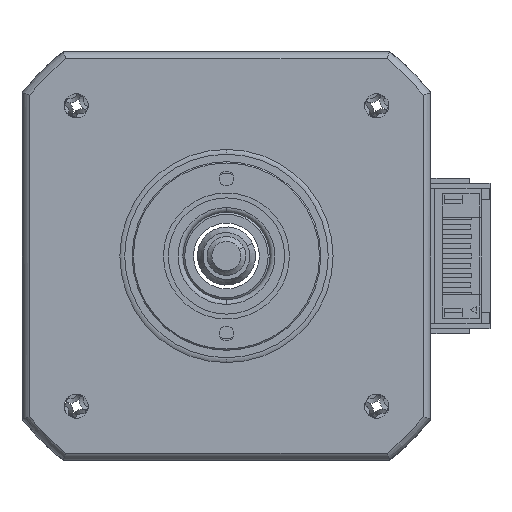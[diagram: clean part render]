
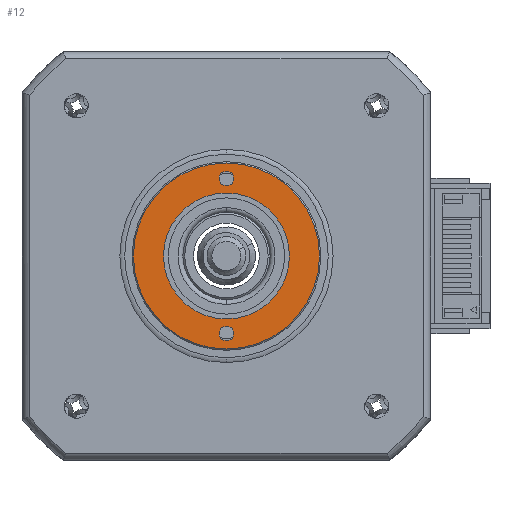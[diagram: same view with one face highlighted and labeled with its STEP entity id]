
A CAD part, left-side view. The second image highlights one B-rep face of the part: STEP entity #12.
In plain terms, the highlighted planar face has unit normal (-1, 0, 0).
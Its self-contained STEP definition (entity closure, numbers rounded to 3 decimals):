
#12 = ADVANCED_FACE ( 'NONE', ( #1192, #11309, #8632, #5995 ), #4294, .F. ) ;
#112 = CARTESIAN_POINT ( 'NONE',  ( -26.423, 4.472, 56.3 ) ) ;
#143 = EDGE_CURVE ( 'NONE', #718, #1686, #12697, .T. ) ;
#274 = EDGE_CURVE ( 'NONE', #1686, #718, #3529, .T. ) ;
#325 = DIRECTION ( 'NONE',  ( 1., 0., 0. ) ) ;
#493 = EDGE_CURVE ( 'NONE', #508, #10597, #10668, .T. ) ;
#508 = VERTEX_POINT ( 'NONE', #900 ) ;
#718 = VERTEX_POINT ( 'NONE', #5726 ) ;
#804 = CARTESIAN_POINT ( 'NONE',  ( -26.423, 14.072, 48.3 ) ) ;
#900 = CARTESIAN_POINT ( 'NONE',  ( -26.423, 5.222, 56.3 ) ) ;
#1192 = FACE_OUTER_BOUND ( 'NONE', #5498, .T. ) ;
#1543 = DIRECTION ( 'NONE',  ( 1., 0., 0. ) ) ;
#1686 = VERTEX_POINT ( 'NONE', #2807 ) ;
#2172 = DIRECTION ( 'NONE',  ( -1., 0., 0. ) ) ;
#2244 = CARTESIAN_POINT ( 'NONE',  ( -26.423, 4.472, 40.3 ) ) ;
#2384 = DIRECTION ( 'NONE',  ( 0., 1., 0. ) ) ;
#2757 = EDGE_LOOP ( 'NONE', ( #6475, #9738 ) ) ;
#2807 = CARTESIAN_POINT ( 'NONE',  ( -26.423, -2.028, 48.3 ) ) ;
#3044 = AXIS2_PLACEMENT_3D ( 'NONE', #6093, #325, #7092 ) ;
#3109 = AXIS2_PLACEMENT_3D ( 'NONE', #4212, #4370, #10651 ) ;
#3182 = EDGE_CURVE ( 'NONE', #5576, #11377, #9685, .T. ) ;
#3188 = DIRECTION ( 'NONE',  ( 0., 1., 0. ) ) ;
#3529 = CIRCLE ( 'NONE', #7925, 6.5 ) ;
#3561 = DIRECTION ( 'NONE',  ( -1., 0., 0. ) ) ;
#3641 = EDGE_CURVE ( 'NONE', #10597, #508, #4388, .T. ) ;
#3732 = AXIS2_PLACEMENT_3D ( 'NONE', #7992, #2172, #8988 ) ;
#3913 = ORIENTED_EDGE ( 'NONE', *, *, #3182, .T. ) ;
#4038 = AXIS2_PLACEMENT_3D ( 'NONE', #2244, #9056, #3188 ) ;
#4134 = CIRCLE ( 'NONE', #3044, 0.75 ) ;
#4212 = CARTESIAN_POINT ( 'NONE',  ( -26.423, 4.472, 56.3 ) ) ;
#4294 = PLANE ( 'NONE',  #11279 ) ;
#4370 = DIRECTION ( 'NONE',  ( 1., 0., 0. ) ) ;
#4388 = CIRCLE ( 'NONE', #3109, 0.75 ) ;
#4438 = DIRECTION ( 'NONE',  ( 1., 0., 0. ) ) ;
#4673 = AXIS2_PLACEMENT_3D ( 'NONE', #112, #1543, #9085 ) ;
#4725 = CARTESIAN_POINT ( 'NONE',  ( -26.423, 4.472, 48.3 ) ) ;
#4854 = DIRECTION ( 'NONE',  ( 0., 1., 0. ) ) ;
#5123 = VERTEX_POINT ( 'NONE', #9944 ) ;
#5498 = EDGE_LOOP ( 'NONE', ( #7923, #3913 ) ) ;
#5576 = VERTEX_POINT ( 'NONE', #10670 ) ;
#5705 = ORIENTED_EDGE ( 'NONE', *, *, #274, .T. ) ;
#5726 = CARTESIAN_POINT ( 'NONE',  ( -26.423, 10.972, 48.3 ) ) ;
#5995 = FACE_BOUND ( 'NONE', #8061, .T. ) ;
#6093 = CARTESIAN_POINT ( 'NONE',  ( -26.423, 4.472, 40.3 ) ) ;
#6475 = ORIENTED_EDGE ( 'NONE', *, *, #9162, .T. ) ;
#7092 = DIRECTION ( 'NONE',  ( 0., 1., 0. ) ) ;
#7097 = CARTESIAN_POINT ( 'NONE',  ( -26.423, 4.472, 48.3 ) ) ;
#7141 = DIRECTION ( 'NONE',  ( 1., 0., 0. ) ) ;
#7248 = DIRECTION ( 'NONE',  ( 0., 1., 0. ) ) ;
#7265 = ORIENTED_EDGE ( 'NONE', *, *, #143, .T. ) ;
#7305 = CIRCLE ( 'NONE', #3732, 9.6 ) ;
#7835 = ORIENTED_EDGE ( 'NONE', *, *, #493, .T. ) ;
#7923 = ORIENTED_EDGE ( 'NONE', *, *, #12124, .T. ) ;
#7925 = AXIS2_PLACEMENT_3D ( 'NONE', #9664, #9631, #9704 ) ;
#7970 = CARTESIAN_POINT ( 'NONE',  ( -26.423, 4.472, 48.3 ) ) ;
#7992 = CARTESIAN_POINT ( 'NONE',  ( -26.423, 4.472, 48.3 ) ) ;
#8061 = EDGE_LOOP ( 'NONE', ( #5705, #7265 ) ) ;
#8632 = FACE_BOUND ( 'NONE', #10129, .T. ) ;
#8791 = VERTEX_POINT ( 'NONE', #12271 ) ;
#8988 = DIRECTION ( 'NONE',  ( 0., 1., 0. ) ) ;
#9056 = DIRECTION ( 'NONE',  ( 1., 0., 0. ) ) ;
#9085 = DIRECTION ( 'NONE',  ( 0., 1., 0. ) ) ;
#9162 = EDGE_CURVE ( 'NONE', #5123, #8791, #4134, .T. ) ;
#9371 = ORIENTED_EDGE ( 'NONE', *, *, #3641, .T. ) ;
#9631 = DIRECTION ( 'NONE',  ( 1., 0., 0. ) ) ;
#9664 = CARTESIAN_POINT ( 'NONE',  ( -26.423, 4.472, 48.3 ) ) ;
#9685 = CIRCLE ( 'NONE', #11472, 9.6 ) ;
#9704 = DIRECTION ( 'NONE',  ( 0., 1., 0. ) ) ;
#9738 = ORIENTED_EDGE ( 'NONE', *, *, #12186, .T. ) ;
#9944 = CARTESIAN_POINT ( 'NONE',  ( -26.423, 5.222, 40.3 ) ) ;
#10129 = EDGE_LOOP ( 'NONE', ( #7835, #9371 ) ) ;
#10597 = VERTEX_POINT ( 'NONE', #11068 ) ;
#10651 = DIRECTION ( 'NONE',  ( 0., 1., 0. ) ) ;
#10668 = CIRCLE ( 'NONE', #4673, 0.75 ) ;
#10670 = CARTESIAN_POINT ( 'NONE',  ( -26.423, -5.128, 48.3 ) ) ;
#11068 = CARTESIAN_POINT ( 'NONE',  ( -26.423, 3.722, 56.3 ) ) ;
#11279 = AXIS2_PLACEMENT_3D ( 'NONE', #4725, #4438, #4854 ) ;
#11309 = FACE_BOUND ( 'NONE', #2757, .T. ) ;
#11377 = VERTEX_POINT ( 'NONE', #804 ) ;
#11472 = AXIS2_PLACEMENT_3D ( 'NONE', #7970, #3561, #2384 ) ;
#11620 = AXIS2_PLACEMENT_3D ( 'NONE', #7097, #7141, #7248 ) ;
#12124 = EDGE_CURVE ( 'NONE', #11377, #5576, #7305, .T. ) ;
#12186 = EDGE_CURVE ( 'NONE', #8791, #5123, #12305, .T. ) ;
#12271 = CARTESIAN_POINT ( 'NONE',  ( -26.423, 3.722, 40.3 ) ) ;
#12305 = CIRCLE ( 'NONE', #4038, 0.75 ) ;
#12697 = CIRCLE ( 'NONE', #11620, 6.5 ) ;
